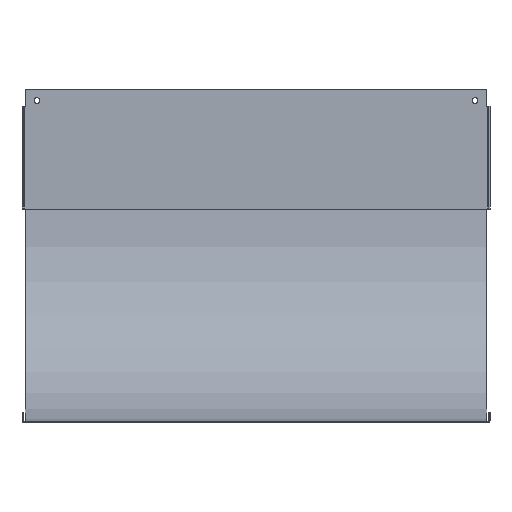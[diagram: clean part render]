
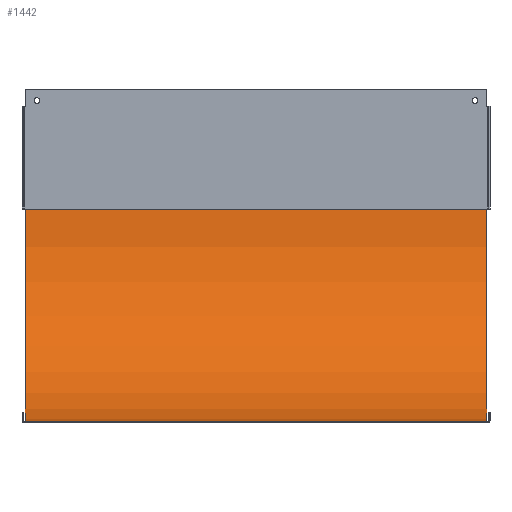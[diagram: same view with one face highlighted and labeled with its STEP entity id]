
A CAD part, front view. The second image highlights one B-rep face of the part: STEP entity #1442.
In plain terms, the highlighted cylindrical face has radius 183.75 mm (diameter 367.5 mm), a partial arc.
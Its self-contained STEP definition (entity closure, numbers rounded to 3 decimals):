
#93 = CARTESIAN_POINT ( 'NONE',  ( -200., -184.75, -38.883 ) ) ;
#116 = CARTESIAN_POINT ( 'NONE',  ( 200., -1., 144.867 ) ) ;
#147 = DIRECTION ( 'NONE',  ( 1., 0., 0. ) ) ;
#175 = CARTESIAN_POINT ( 'NONE',  ( 200., -184.75, -38.883 ) ) ;
#212 = ORIENTED_EDGE ( 'NONE', *, *, #1107, .T. ) ;
#245 = VERTEX_POINT ( 'NONE', #93 ) ;
#278 = CARTESIAN_POINT ( 'NONE',  ( 0., -184.75, -38.883 ) ) ;
#298 = DIRECTION ( 'NONE',  ( 1., 0., 0. ) ) ;
#309 = CARTESIAN_POINT ( 'NONE',  ( -200., -184.75, 144.867 ) ) ;
#344 = DIRECTION ( 'NONE',  ( 1., 0., 0. ) ) ;
#347 = DIRECTION ( 'NONE',  ( 0., 0., 1. ) ) ;
#433 = EDGE_LOOP ( 'NONE', ( #1554, #1474, #622, #212 ) ) ;
#560 = AXIS2_PLACEMENT_3D ( 'NONE', #1021, #298, #347 ) ;
#622 = ORIENTED_EDGE ( 'NONE', *, *, #1807, .T. ) ;
#707 = EDGE_CURVE ( 'NONE', #1700, #1146, #1142, .T. ) ;
#803 = CIRCLE ( 'NONE', #560, 183.75 ) ;
#808 = AXIS2_PLACEMENT_3D ( 'NONE', #309, #1188, #1791 ) ;
#950 = DIRECTION ( 'NONE',  ( 0., 0., -1. ) ) ;
#985 = EDGE_CURVE ( 'NONE', #1250, #1146, #803, .T. ) ;
#1021 = CARTESIAN_POINT ( 'NONE',  ( 200., -184.75, 144.867 ) ) ;
#1107 = EDGE_CURVE ( 'NONE', #245, #1250, #1296, .T. ) ;
#1142 = LINE ( 'NONE', #1464, #1543 ) ;
#1146 = VERTEX_POINT ( 'NONE', #116 ) ;
#1153 = DIRECTION ( 'NONE',  ( 1., 0., 0. ) ) ;
#1188 = DIRECTION ( 'NONE',  ( -1., 0., 0. ) ) ;
#1203 = VECTOR ( 'NONE', #1153, 1000. ) ;
#1250 = VERTEX_POINT ( 'NONE', #175 ) ;
#1296 = LINE ( 'NONE', #278, #1203 ) ;
#1442 = ADVANCED_FACE ( 'NONE', ( #1673 ), #1661, .F. ) ;
#1464 = CARTESIAN_POINT ( 'NONE',  ( 0., -1., 144.867 ) ) ;
#1474 = ORIENTED_EDGE ( 'NONE', *, *, #707, .F. ) ;
#1518 = AXIS2_PLACEMENT_3D ( 'NONE', #1698, #344, #950 ) ;
#1543 = VECTOR ( 'NONE', #147, 1000. ) ;
#1554 = ORIENTED_EDGE ( 'NONE', *, *, #985, .T. ) ;
#1635 = CARTESIAN_POINT ( 'NONE',  ( -200., -1., 144.867 ) ) ;
#1649 = CIRCLE ( 'NONE', #808, 183.75 ) ;
#1661 = CYLINDRICAL_SURFACE ( 'NONE', #1518, 183.75 ) ;
#1673 = FACE_OUTER_BOUND ( 'NONE', #433, .T. ) ;
#1698 = CARTESIAN_POINT ( 'NONE',  ( -493.909, -184.75, 144.867 ) ) ;
#1700 = VERTEX_POINT ( 'NONE', #1635 ) ;
#1791 = DIRECTION ( 'NONE',  ( 0., 0., -1. ) ) ;
#1807 = EDGE_CURVE ( 'NONE', #1700, #245, #1649, .T. ) ;
